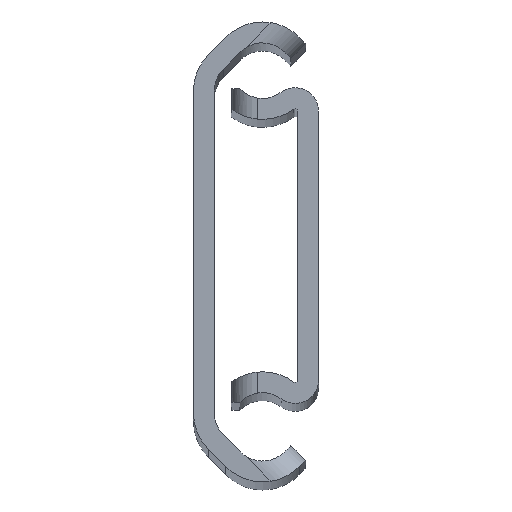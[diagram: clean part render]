
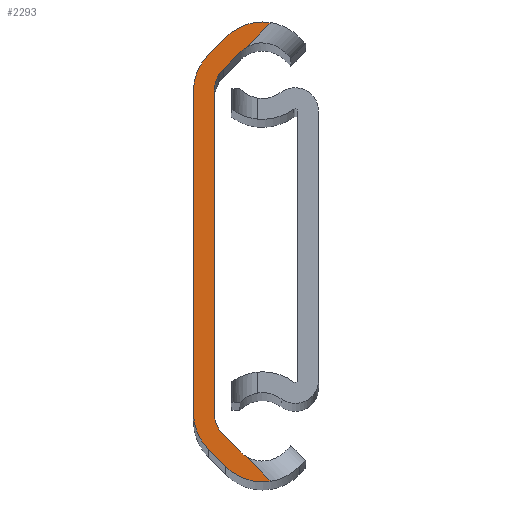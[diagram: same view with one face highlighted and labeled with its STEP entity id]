
A CAD part, top view. The second image highlights one B-rep face of the part: STEP entity #2293.
In plain terms, the highlighted planar face has unit normal (0, 0, 1).
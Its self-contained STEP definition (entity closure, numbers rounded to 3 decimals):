
#25 = DIRECTION ( 'NONE',  ( -0.707, 0.707, 0. ) ) ;
#41 = AXIS2_PLACEMENT_3D ( 'NONE', #1097, #1458, #4140 ) ;
#50 = DIRECTION ( 'NONE',  ( 0., 0., -1. ) ) ;
#62 = VECTOR ( 'NONE', #1777, 1000. ) ;
#69 = VERTEX_POINT ( 'NONE', #1333 ) ;
#80 = LINE ( 'NONE', #1790, #4331 ) ;
#90 = CARTESIAN_POINT ( 'NONE',  ( 1.6, 12.342, 0. ) ) ;
#104 = DIRECTION ( 'NONE',  ( 0.707, -0.707, 0. ) ) ;
#107 = CARTESIAN_POINT ( 'NONE',  ( 2.486, -16.484, 0. ) ) ;
#137 = VECTOR ( 'NONE', #2181, 1000. ) ;
#171 = DIRECTION ( 'NONE',  ( 0., 0., 1. ) ) ;
#176 = VERTEX_POINT ( 'NONE', #2485 ) ;
#200 = CARTESIAN_POINT ( 'NONE',  ( 1.172, 15.17, 0. ) ) ;
#218 = VERTEX_POINT ( 'NONE', #107 ) ;
#235 = DIRECTION ( 'NONE',  ( 1., 0., 0. ) ) ;
#256 = ORIENTED_EDGE ( 'NONE', *, *, #3722, .T. ) ;
#339 = EDGE_CURVE ( 'NONE', #2490, #176, #707, .T. ) ;
#342 = EDGE_CURVE ( 'NONE', #1138, #69, #548, .T. ) ;
#352 = CARTESIAN_POINT ( 'NONE',  ( 2.303, -14.039, 0. ) ) ;
#408 = ORIENTED_EDGE ( 'NONE', *, *, #3783, .T. ) ;
#435 = CIRCLE ( 'NONE', #690, 2.38 ) ;
#498 = VECTOR ( 'NONE', #884, 1000. ) ;
#542 = ORIENTED_EDGE ( 'NONE', *, *, #3173, .T. ) ;
#548 = LINE ( 'NONE', #3953, #498 ) ;
#690 = AXIS2_PLACEMENT_3D ( 'NONE', #3108, #50, #3825 ) ;
#703 = AXIS2_PLACEMENT_3D ( 'NONE', #2649, #4020, #961 ) ;
#707 = CIRCLE ( 'NONE', #3778, 4. ) ;
#737 = CARTESIAN_POINT ( 'NONE',  ( 0., 0., 0. ) ) ;
#767 = ORIENTED_EDGE ( 'NONE', *, *, #1446, .T. ) ;
#884 = DIRECTION ( 'NONE',  ( -0.707, 0.707, 0. ) ) ;
#921 = AXIS2_PLACEMENT_3D ( 'NONE', #4403, #2005, #3357 ) ;
#955 = DIRECTION ( 'NONE',  ( 0., 0., 1. ) ) ;
#961 = DIRECTION ( 'NONE',  ( 1., 0., 0. ) ) ;
#968 = VERTEX_POINT ( 'NONE', #2211 ) ;
#969 = CIRCLE ( 'NONE', #41, 2.38 ) ;
#971 = DIRECTION ( 'NONE',  ( 0., 0., 1. ) ) ;
#978 = ORIENTED_EDGE ( 'NONE', *, *, #3787, .T. ) ;
#995 = CARTESIAN_POINT ( 'NONE',  ( 4., 12.342, 0. ) ) ;
#996 = ORIENTED_EDGE ( 'NONE', *, *, #2765, .T. ) ;
#1038 = EDGE_CURVE ( 'NONE', #2879, #3850, #4229, .T. ) ;
#1054 = CIRCLE ( 'NONE', #3631, 4. ) ;
#1097 = CARTESIAN_POINT ( 'NONE',  ( 5.3, -13.67, 0. ) ) ;
#1138 = VERTEX_POINT ( 'NONE', #3134 ) ;
#1232 = LINE ( 'NONE', #2191, #1268 ) ;
#1254 = CARTESIAN_POINT ( 'NONE',  ( 1.172, 15.17, 0. ) ) ;
#1255 = EDGE_CURVE ( 'NONE', #968, #218, #80, .T. ) ;
#1268 = VECTOR ( 'NONE', #1856, 1000. ) ;
#1308 = PLANE ( 'NONE',  #703 ) ;
#1330 = CARTESIAN_POINT ( 'NONE',  ( 5.955, 17.596, 0. ) ) ;
#1331 = CARTESIAN_POINT ( 'NONE',  ( 0., -12.342, 0. ) ) ;
#1333 = CARTESIAN_POINT ( 'NONE',  ( 4.061, -15.702, 0. ) ) ;
#1358 = CIRCLE ( 'NONE', #1928, 3.98 ) ;
#1399 = EDGE_CURVE ( 'NONE', #3756, #2490, #4405, .T. ) ;
#1446 = EDGE_CURVE ( 'NONE', #218, #1138, #1358, .T. ) ;
#1458 = DIRECTION ( 'NONE',  ( 0., 0., -1. ) ) ;
#1537 = VECTOR ( 'NONE', #2797, 1000. ) ;
#1588 = EDGE_CURVE ( 'NONE', #2573, #3185, #435, .T. ) ;
#1607 = VERTEX_POINT ( 'NONE', #1784 ) ;
#1645 = CARTESIAN_POINT ( 'NONE',  ( 2.303, -14.039, 0. ) ) ;
#1676 = CARTESIAN_POINT ( 'NONE',  ( 3.617, 15.353, 0. ) ) ;
#1760 = ORIENTED_EDGE ( 'NONE', *, *, #1399, .T. ) ;
#1777 = DIRECTION ( 'NONE',  ( 0., 1., 0. ) ) ;
#1784 = CARTESIAN_POINT ( 'NONE',  ( 3.617, -15.353, 0. ) ) ;
#1790 = CARTESIAN_POINT ( 'NONE',  ( 1.172, -15.17, 0. ) ) ;
#1807 = CARTESIAN_POINT ( 'NONE',  ( 4., -12.342, 0. ) ) ;
#1808 = CARTESIAN_POINT ( 'NONE',  ( -9.991, 1.65, 0. ) ) ;
#1856 = DIRECTION ( 'NONE',  ( 0.707, 0.707, 0. ) ) ;
#1928 = AXIS2_PLACEMENT_3D ( 'NONE', #1986, #971, #2641 ) ;
#1957 = VECTOR ( 'NONE', #25, 1000. ) ;
#1986 = CARTESIAN_POINT ( 'NONE',  ( 5.3, -13.67, 0. ) ) ;
#2005 = DIRECTION ( 'NONE',  ( 0., 0., -1. ) ) ;
#2008 = ORIENTED_EDGE ( 'NONE', *, *, #1255, .T. ) ;
#2115 = ORIENTED_EDGE ( 'NONE', *, *, #339, .T. ) ;
#2168 = CARTESIAN_POINT ( 'NONE',  ( 5.3, 13.67, 0. ) ) ;
#2169 = LINE ( 'NONE', #1808, #1537 ) ;
#2181 = DIRECTION ( 'NONE',  ( 0., -1., 0. ) ) ;
#2190 = DIRECTION ( 'NONE',  ( 0., 0., 1. ) ) ;
#2191 = CARTESIAN_POINT ( 'NONE',  ( 2.303, 14.039, 0. ) ) ;
#2204 = VERTEX_POINT ( 'NONE', #1330 ) ;
#2211 = CARTESIAN_POINT ( 'NONE',  ( 1.172, -15.17, 0. ) ) ;
#2245 = VERTEX_POINT ( 'NONE', #1645 ) ;
#2287 = AXIS2_PLACEMENT_3D ( 'NONE', #995, #3074, #3323 ) ;
#2293 = ADVANCED_FACE ( 'NONE', ( #4355 ), #1308, .T. ) ;
#2338 = CIRCLE ( 'NONE', #921, 2.4 ) ;
#2364 = DIRECTION ( 'NONE',  ( -0.707, -0.707, 0. ) ) ;
#2485 = CARTESIAN_POINT ( 'NONE',  ( 0., 12.342, 0. ) ) ;
#2490 = VERTEX_POINT ( 'NONE', #200 ) ;
#2506 = CARTESIAN_POINT ( 'NONE',  ( 2.303, 14.039, 0. ) ) ;
#2520 = LINE ( 'NONE', #4127, #62 ) ;
#2573 = VERTEX_POINT ( 'NONE', #1676 ) ;
#2641 = DIRECTION ( 'NONE',  ( 1., 0., 0. ) ) ;
#2649 = CARTESIAN_POINT ( 'NONE',  ( 4., -12.342, 0. ) ) ;
#2761 = CIRCLE ( 'NONE', #2921, 3.98 ) ;
#2765 = EDGE_CURVE ( 'NONE', #2204, #3756, #2761, .T. ) ;
#2797 = DIRECTION ( 'NONE',  ( 0.707, 0.707, 0. ) ) ;
#2809 = ORIENTED_EDGE ( 'NONE', *, *, #2982, .T. ) ;
#2813 = EDGE_CURVE ( 'NONE', #3547, #968, #1054, .T. ) ;
#2829 = ORIENTED_EDGE ( 'NONE', *, *, #2813, .T. ) ;
#2839 = DIRECTION ( 'NONE',  ( 1., 0., 0. ) ) ;
#2879 = VERTEX_POINT ( 'NONE', #90 ) ;
#2921 = AXIS2_PLACEMENT_3D ( 'NONE', #2168, #171, #4161 ) ;
#2934 = EDGE_CURVE ( 'NONE', #176, #3547, #3799, .T. ) ;
#2982 = EDGE_CURVE ( 'NONE', #3556, #2879, #2520, .T. ) ;
#3074 = DIRECTION ( 'NONE',  ( 0., 0., -1. ) ) ;
#3092 = EDGE_CURVE ( 'NONE', #3850, #2573, #1232, .T. ) ;
#3108 = CARTESIAN_POINT ( 'NONE',  ( 5.3, 13.67, 0. ) ) ;
#3134 = CARTESIAN_POINT ( 'NONE',  ( 5.955, -17.596, 0. ) ) ;
#3142 = LINE ( 'NONE', #352, #1957 ) ;
#3173 = EDGE_CURVE ( 'NONE', #2245, #3556, #2338, .T. ) ;
#3185 = VERTEX_POINT ( 'NONE', #4337 ) ;
#3202 = CARTESIAN_POINT ( 'NONE',  ( 2.486, 16.484, 0. ) ) ;
#3306 = ORIENTED_EDGE ( 'NONE', *, *, #1588, .T. ) ;
#3323 = DIRECTION ( 'NONE',  ( 1., 0., 0. ) ) ;
#3357 = DIRECTION ( 'NONE',  ( 1., 0., 0. ) ) ;
#3408 = EDGE_LOOP ( 'NONE', ( #767, #3822, #408, #256, #542, #2809, #4071, #4310, #3306, #978, #996, #1760, #2115, #3464, #2829, #2008 ) ) ;
#3464 = ORIENTED_EDGE ( 'NONE', *, *, #2934, .T. ) ;
#3547 = VERTEX_POINT ( 'NONE', #1331 ) ;
#3556 = VERTEX_POINT ( 'NONE', #4374 ) ;
#3631 = AXIS2_PLACEMENT_3D ( 'NONE', #1807, #2190, #2839 ) ;
#3722 = EDGE_CURVE ( 'NONE', #1607, #2245, #3142, .T. ) ;
#3756 = VERTEX_POINT ( 'NONE', #3202 ) ;
#3778 = AXIS2_PLACEMENT_3D ( 'NONE', #4015, #955, #235 ) ;
#3783 = EDGE_CURVE ( 'NONE', #69, #1607, #969, .T. ) ;
#3787 = EDGE_CURVE ( 'NONE', #3185, #2204, #2169, .T. ) ;
#3799 = LINE ( 'NONE', #737, #137 ) ;
#3822 = ORIENTED_EDGE ( 'NONE', *, *, #342, .T. ) ;
#3825 = DIRECTION ( 'NONE',  ( 1., 0., 0. ) ) ;
#3850 = VERTEX_POINT ( 'NONE', #2506 ) ;
#3953 = CARTESIAN_POINT ( 'NONE',  ( 2.35, -13.991, 0. ) ) ;
#4015 = CARTESIAN_POINT ( 'NONE',  ( 4., 12.342, 0. ) ) ;
#4020 = DIRECTION ( 'NONE',  ( 0., 0., 1. ) ) ;
#4071 = ORIENTED_EDGE ( 'NONE', *, *, #1038, .T. ) ;
#4075 = VECTOR ( 'NONE', #2364, 1000. ) ;
#4127 = CARTESIAN_POINT ( 'NONE',  ( 1.6, 0., 0. ) ) ;
#4140 = DIRECTION ( 'NONE',  ( 1., 0., 0. ) ) ;
#4161 = DIRECTION ( 'NONE',  ( 1., 0., 0. ) ) ;
#4229 = CIRCLE ( 'NONE', #2287, 2.4 ) ;
#4310 = ORIENTED_EDGE ( 'NONE', *, *, #3092, .T. ) ;
#4331 = VECTOR ( 'NONE', #104, 1000. ) ;
#4337 = CARTESIAN_POINT ( 'NONE',  ( 4.061, 15.702, 0. ) ) ;
#4355 = FACE_OUTER_BOUND ( 'NONE', #3408, .T. ) ;
#4374 = CARTESIAN_POINT ( 'NONE',  ( 1.6, -12.342, 0. ) ) ;
#4403 = CARTESIAN_POINT ( 'NONE',  ( 4., -12.342, 0. ) ) ;
#4405 = LINE ( 'NONE', #1254, #4075 ) ;
